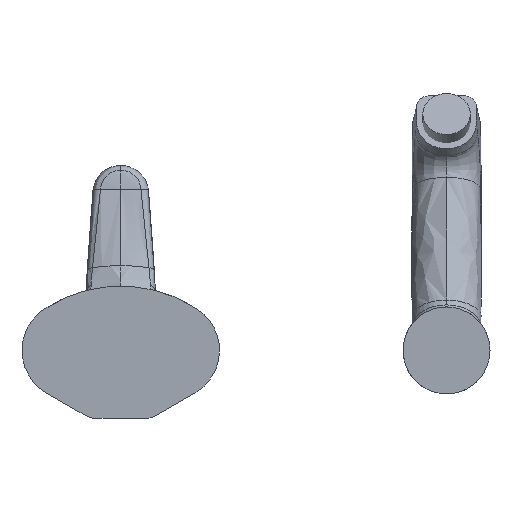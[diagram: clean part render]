
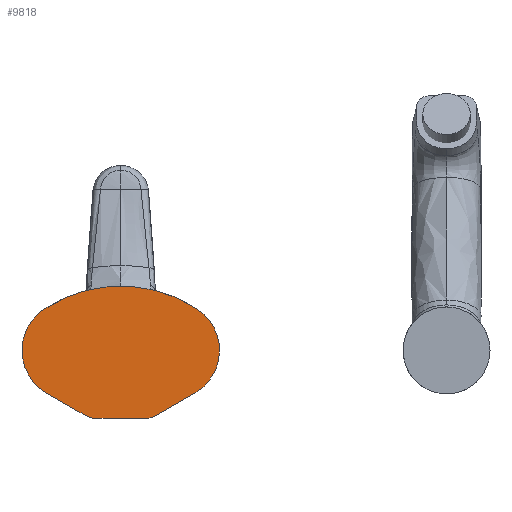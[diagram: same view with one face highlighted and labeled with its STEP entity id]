
A CAD part, front view. The second image highlights one B-rep face of the part: STEP entity #9818.
In plain terms, the highlighted planar face has unit normal (0, -1, 0).
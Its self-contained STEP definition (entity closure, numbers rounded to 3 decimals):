
#8 = CARTESIAN_POINT ( 'NONE',  ( -25., -31.85, 0. ) ) ;
#362 = DIRECTION ( 'NONE',  ( -1., 0., 0. ) ) ;
#507 = PLANE ( 'NONE',  #2921 ) ;
#1206 = AXIS2_PLACEMENT_3D ( 'NONE', #10194, #2534, #11387 ) ;
#1318 = DIRECTION ( 'NONE',  ( -1., 0., 0. ) ) ;
#1557 = CARTESIAN_POINT ( 'NONE',  ( 0., -31.85, -34.5 ) ) ;
#1571 = LINE ( 'NONE', #1557, #14467 ) ;
#1665 = VERTEX_POINT ( 'NONE', #8445 ) ;
#1805 = DIRECTION ( 'NONE',  ( -1., 0., 0. ) ) ;
#1822 = VERTEX_POINT ( 'NONE', #3527 ) ;
#1979 = ORIENTED_EDGE ( 'NONE', *, *, #15509, .F. ) ;
#2077 = ORIENTED_EDGE ( 'NONE', *, *, #5155, .F. ) ;
#2236 = CARTESIAN_POINT ( 'NONE',  ( 38.889, -31.85, 20.787 ) ) ;
#2381 = CIRCLE ( 'NONE', #9168, 10. ) ;
#2534 = DIRECTION ( 'NONE',  ( 0., 1., 0. ) ) ;
#2617 = AXIS2_PLACEMENT_3D ( 'NONE', #11380, #3815, #12586 ) ;
#2679 = EDGE_CURVE ( 'NONE', #15874, #13927, #3474, .T. ) ;
#2720 = ORIENTED_EDGE ( 'NONE', *, *, #7170, .F. ) ;
#2856 = DIRECTION ( 'NONE',  ( -1., 0., 0. ) ) ;
#2892 = ORIENTED_EDGE ( 'NONE', *, *, #9290, .F. ) ;
#2921 = AXIS2_PLACEMENT_3D ( 'NONE', #4342, #9496, #1805 ) ;
#3007 = CARTESIAN_POINT ( 'NONE',  ( -37.5, -31.85, -21.651 ) ) ;
#3122 = AXIS2_PLACEMENT_3D ( 'NONE', #15343, #8054, #362 ) ;
#3430 = ORIENTED_EDGE ( 'NONE', *, *, #2679, .F. ) ;
#3474 = CIRCLE ( 'NONE', #1206, 10. ) ;
#3527 = CARTESIAN_POINT ( 'NONE',  ( -12.565, -31.85, -34.5 ) ) ;
#3660 = EDGE_LOOP ( 'NONE', ( #12763, #2077, #2720, #14553, #3430, #2892, #12257, #1979, #7536 ) ) ;
#3815 = DIRECTION ( 'NONE',  ( 0., 1., 0. ) ) ;
#3952 = DIRECTION ( 'NONE',  ( -0.866, 0., -0.5 ) ) ;
#4342 = CARTESIAN_POINT ( 'NONE',  ( 0., -31.85, 0. ) ) ;
#4486 = VERTEX_POINT ( 'NONE', #9358 ) ;
#4500 = VERTEX_POINT ( 'NONE', #2236 ) ;
#4563 = CIRCLE ( 'NONE', #2617, 70. ) ;
#4644 = DIRECTION ( 'NONE',  ( 0., 1., 0. ) ) ;
#4953 = DIRECTION ( 'NONE',  ( 0., 1., 0. ) ) ;
#5081 = FACE_OUTER_BOUND ( 'NONE', #3660, .T. ) ;
#5155 = EDGE_CURVE ( 'NONE', #4486, #6741, #16209, .T. ) ;
#5493 = CARTESIAN_POINT ( 'NONE',  ( -17.565, -31.85, -33.16 ) ) ;
#5556 = LINE ( 'NONE', #9063, #9784 ) ;
#6150 = EDGE_CURVE ( 'NONE', #4500, #1665, #14661, .T. ) ;
#6426 = VECTOR ( 'NONE', #8084, 1000. ) ;
#6598 = AXIS2_PLACEMENT_3D ( 'NONE', #8, #9009, #1318 ) ;
#6741 = VERTEX_POINT ( 'NONE', #3007 ) ;
#7170 = EDGE_CURVE ( 'NONE', #1822, #4486, #2381, .T. ) ;
#7536 = ORIENTED_EDGE ( 'NONE', *, *, #12036, .F. ) ;
#7618 = EDGE_CURVE ( 'NONE', #13927, #1822, #1571, .T. ) ;
#7817 = CARTESIAN_POINT ( 'NONE',  ( 12.565, -31.85, -34.5 ) ) ;
#8054 = DIRECTION ( 'NONE',  ( 0., 1., 0. ) ) ;
#8084 = DIRECTION ( 'NONE',  ( -0.866, 0., 0.5 ) ) ;
#8252 = CIRCLE ( 'NONE', #6598, 25. ) ;
#8445 = CARTESIAN_POINT ( 'NONE',  ( 37.5, -31.85, -21.651 ) ) ;
#9009 = DIRECTION ( 'NONE',  ( 0., 1., 0. ) ) ;
#9063 = CARTESIAN_POINT ( 'NONE',  ( 37.5, -31.85, -21.651 ) ) ;
#9168 = AXIS2_PLACEMENT_3D ( 'NONE', #12444, #4953, #13650 ) ;
#9290 = EDGE_CURVE ( 'NONE', #1665, #15874, #5556, .T. ) ;
#9358 = CARTESIAN_POINT ( 'NONE',  ( -17.565, -31.85, -33.16 ) ) ;
#9496 = DIRECTION ( 'NONE',  ( 0., 1., 0. ) ) ;
#9784 = VECTOR ( 'NONE', #3952, 1000. ) ;
#9818 = ADVANCED_FACE ( 'NONE', ( #5081 ), #507, .F. ) ;
#10194 = CARTESIAN_POINT ( 'NONE',  ( 12.565, -31.85, -24.5 ) ) ;
#11380 = CARTESIAN_POINT ( 'NONE',  ( 0., -31.85, -37.417 ) ) ;
#11387 = DIRECTION ( 'NONE',  ( -1., 0., 0. ) ) ;
#11485 = CARTESIAN_POINT ( 'NONE',  ( -38.889, -31.85, 20.787 ) ) ;
#11569 = CIRCLE ( 'NONE', #3122, 25. ) ;
#11843 = EDGE_CURVE ( 'NONE', #6741, #16025, #11569, .T. ) ;
#12036 = EDGE_CURVE ( 'NONE', #16025, #15653, #8252, .T. ) ;
#12137 = CARTESIAN_POINT ( 'NONE',  ( 25., -31.85, 0. ) ) ;
#12257 = ORIENTED_EDGE ( 'NONE', *, *, #6150, .F. ) ;
#12444 = CARTESIAN_POINT ( 'NONE',  ( -12.565, -31.85, -24.5 ) ) ;
#12586 = DIRECTION ( 'NONE',  ( -1., 0., 0. ) ) ;
#12763 = ORIENTED_EDGE ( 'NONE', *, *, #11843, .F. ) ;
#13353 = DIRECTION ( 'NONE',  ( -1., 0., 0. ) ) ;
#13650 = DIRECTION ( 'NONE',  ( -1., 0., 0. ) ) ;
#13927 = VERTEX_POINT ( 'NONE', #7817 ) ;
#14289 = AXIS2_PLACEMENT_3D ( 'NONE', #12137, #4644, #13353 ) ;
#14467 = VECTOR ( 'NONE', #2856, 1000. ) ;
#14553 = ORIENTED_EDGE ( 'NONE', *, *, #7618, .F. ) ;
#14661 = CIRCLE ( 'NONE', #14289, 25. ) ;
#15343 = CARTESIAN_POINT ( 'NONE',  ( -25., -31.85, 0. ) ) ;
#15509 = EDGE_CURVE ( 'NONE', #15653, #4500, #4563, .T. ) ;
#15629 = CARTESIAN_POINT ( 'NONE',  ( 17.565, -31.85, -33.16 ) ) ;
#15653 = VERTEX_POINT ( 'NONE', #11485 ) ;
#15784 = CARTESIAN_POINT ( 'NONE',  ( -50., -31.85, 0. ) ) ;
#15874 = VERTEX_POINT ( 'NONE', #15629 ) ;
#16025 = VERTEX_POINT ( 'NONE', #15784 ) ;
#16209 = LINE ( 'NONE', #5493, #6426 ) ;
